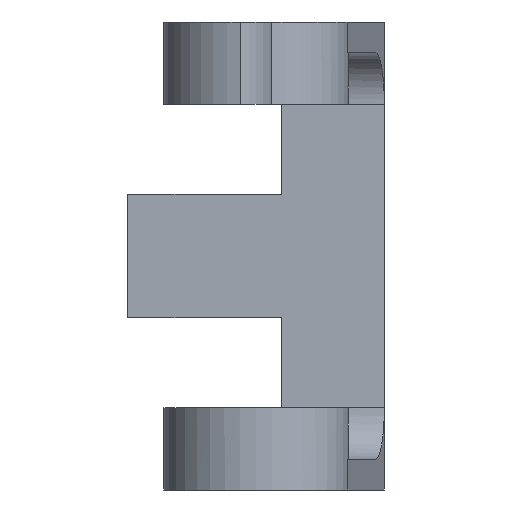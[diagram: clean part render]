
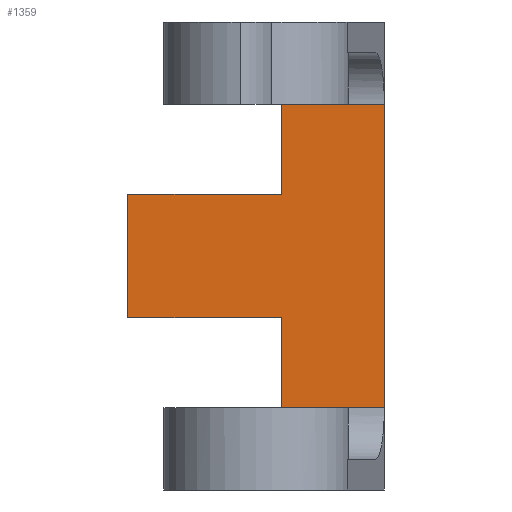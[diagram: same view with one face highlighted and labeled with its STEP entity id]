
A CAD part, front view. The second image highlights one B-rep face of the part: STEP entity #1359.
In plain terms, the highlighted planar face has unit normal (0, -1, 0).
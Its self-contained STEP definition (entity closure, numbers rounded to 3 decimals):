
#32 = ORIENTED_EDGE ( 'NONE', *, *, #620, .F. ) ;
#43 = EDGE_CURVE ( 'NONE', #281, #608, #263, .T. ) ;
#80 = VECTOR ( 'NONE', #1531, 1000. ) ;
#86 = DIRECTION ( 'NONE',  ( 0., 0., -1. ) ) ;
#96 = LINE ( 'NONE', #818, #1591 ) ;
#97 = VECTOR ( 'NONE', #1633, 1000. ) ;
#180 = DIRECTION ( 'NONE',  ( 0., 0., -1. ) ) ;
#190 = AXIS2_PLACEMENT_3D ( 'NONE', #1261, #1835, #420 ) ;
#206 = ORIENTED_EDGE ( 'NONE', *, *, #1618, .T. ) ;
#209 = EDGE_CURVE ( 'NONE', #861, #1758, #96, .T. ) ;
#221 = DIRECTION ( 'NONE',  ( 0., 0., -1. ) ) ;
#263 = LINE ( 'NONE', #1089, #1043 ) ;
#281 = VERTEX_POINT ( 'NONE', #705 ) ;
#322 = VECTOR ( 'NONE', #1510, 1000. ) ;
#377 = LINE ( 'NONE', #948, #322 ) ;
#410 = ORIENTED_EDGE ( 'NONE', *, *, #1842, .T. ) ;
#414 = ORIENTED_EDGE ( 'NONE', *, *, #1596, .T. ) ;
#420 = DIRECTION ( 'NONE',  ( 0., 0., 1. ) ) ;
#510 = DIRECTION ( 'NONE',  ( 1., 0., 0. ) ) ;
#513 = VERTEX_POINT ( 'NONE', #1661 ) ;
#608 = VERTEX_POINT ( 'NONE', #1813 ) ;
#614 = ORIENTED_EDGE ( 'NONE', *, *, #209, .T. ) ;
#620 = EDGE_CURVE ( 'NONE', #281, #1758, #1796, .T. ) ;
#628 = ORIENTED_EDGE ( 'NONE', *, *, #43, .T. ) ;
#654 = EDGE_CURVE ( 'NONE', #864, #679, #377, .T. ) ;
#657 = CARTESIAN_POINT ( 'NONE',  ( 2.5, 20., 37.6 ) ) ;
#679 = VERTEX_POINT ( 'NONE', #1266 ) ;
#705 = CARTESIAN_POINT ( 'NONE',  ( -12.5, 20., 28.8 ) ) ;
#720 = CARTESIAN_POINT ( 'NONE',  ( 2.5, 20., 22.8 ) ) ;
#785 = CARTESIAN_POINT ( 'NONE',  ( 2.5, 20., 16.8 ) ) ;
#818 = CARTESIAN_POINT ( 'NONE',  ( 2.5, 20., 22.8 ) ) ;
#852 = LINE ( 'NONE', #720, #1283 ) ;
#861 = VERTEX_POINT ( 'NONE', #1458 ) ;
#864 = VERTEX_POINT ( 'NONE', #1740 ) ;
#925 = LINE ( 'NONE', #943, #1194 ) ;
#943 = CARTESIAN_POINT ( 'NONE',  ( 12.5, 20., 22.8 ) ) ;
#948 = CARTESIAN_POINT ( 'NONE',  ( 2.5, 20., 8. ) ) ;
#1003 = ORIENTED_EDGE ( 'NONE', *, *, #1316, .F. ) ;
#1023 = VECTOR ( 'NONE', #510, 1000. ) ;
#1043 = VECTOR ( 'NONE', #1400, 1000. ) ;
#1089 = CARTESIAN_POINT ( 'NONE',  ( -12.5, 20., 28.8 ) ) ;
#1194 = VECTOR ( 'NONE', #221, 1000. ) ;
#1257 = CARTESIAN_POINT ( 'NONE',  ( 2.5, 20., 28.8 ) ) ;
#1261 = CARTESIAN_POINT ( 'NONE',  ( 2.5, 20., 22.8 ) ) ;
#1266 = CARTESIAN_POINT ( 'NONE',  ( 12.5, 20., 8. ) ) ;
#1283 = VECTOR ( 'NONE', #180, 1000. ) ;
#1316 = EDGE_CURVE ( 'NONE', #1574, #679, #925, .T. ) ;
#1338 = LINE ( 'NONE', #657, #97 ) ;
#1347 = LINE ( 'NONE', #785, #1023 ) ;
#1359 = ADVANCED_FACE ( 'NONE', ( #1538 ), #1689, .F. ) ;
#1400 = DIRECTION ( 'NONE',  ( 0., 0., -1. ) ) ;
#1416 = EDGE_LOOP ( 'NONE', ( #1003, #414, #614, #32, #628, #206, #410, #1610 ) ) ;
#1458 = CARTESIAN_POINT ( 'NONE',  ( 2.5, 20., 37.6 ) ) ;
#1510 = DIRECTION ( 'NONE',  ( 1., 0., 0. ) ) ;
#1531 = DIRECTION ( 'NONE',  ( 1., 0., 0. ) ) ;
#1538 = FACE_OUTER_BOUND ( 'NONE', #1416, .T. ) ;
#1574 = VERTEX_POINT ( 'NONE', #1640 ) ;
#1591 = VECTOR ( 'NONE', #86, 1000. ) ;
#1596 = EDGE_CURVE ( 'NONE', #1574, #861, #1338, .T. ) ;
#1610 = ORIENTED_EDGE ( 'NONE', *, *, #654, .T. ) ;
#1618 = EDGE_CURVE ( 'NONE', #608, #513, #1347, .T. ) ;
#1633 = DIRECTION ( 'NONE',  ( -1., 0., 0. ) ) ;
#1640 = CARTESIAN_POINT ( 'NONE',  ( 12.5, 20., 37.6 ) ) ;
#1661 = CARTESIAN_POINT ( 'NONE',  ( 2.5, 20., 16.8 ) ) ;
#1688 = CARTESIAN_POINT ( 'NONE',  ( 2.5, 20., 28.8 ) ) ;
#1689 = PLANE ( 'NONE',  #190 ) ;
#1740 = CARTESIAN_POINT ( 'NONE',  ( 2.5, 20., 8. ) ) ;
#1758 = VERTEX_POINT ( 'NONE', #1688 ) ;
#1796 = LINE ( 'NONE', #1257, #80 ) ;
#1813 = CARTESIAN_POINT ( 'NONE',  ( -12.5, 20., 16.8 ) ) ;
#1835 = DIRECTION ( 'NONE',  ( 0., 1., 0. ) ) ;
#1842 = EDGE_CURVE ( 'NONE', #513, #864, #852, .T. ) ;
